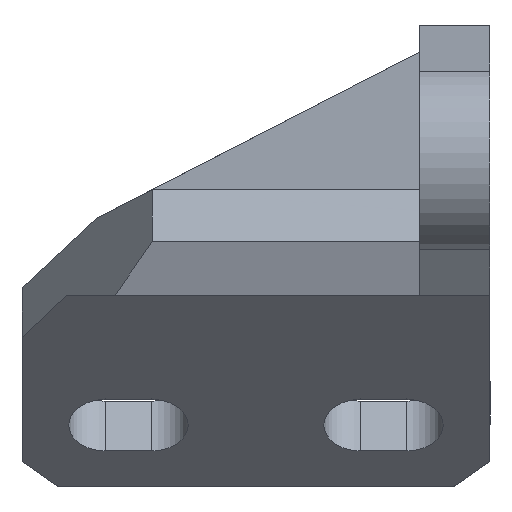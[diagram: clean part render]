
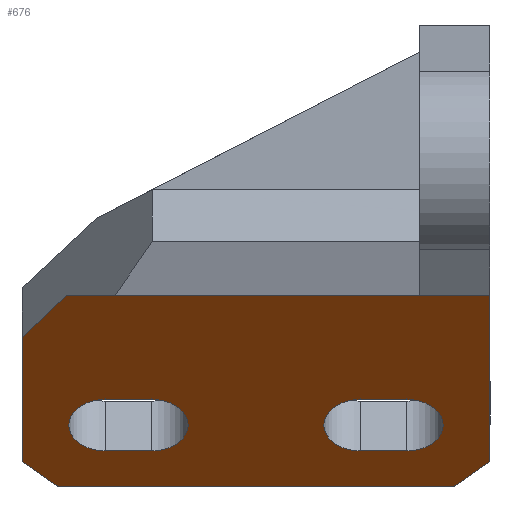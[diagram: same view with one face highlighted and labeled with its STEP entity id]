
A CAD part, left-side view. The second image highlights one B-rep face of the part: STEP entity #676.
In plain terms, the highlighted planar face has unit normal (-0.707, 0, -0.707).
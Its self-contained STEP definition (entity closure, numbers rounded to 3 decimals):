
#17=FACE_BOUND('',#93,.T.);
#18=FACE_BOUND('',#94,.T.);
#26=PLANE('',#736);
#55=FACE_OUTER_BOUND('',#92,.T.);
#92=EDGE_LOOP('',(#502,#503,#504,#505,#506,#507,#508));
#93=EDGE_LOOP('',(#509,#510,#511,#512));
#94=EDGE_LOOP('',(#513,#514,#515,#516));
#147=LINE('',#1027,#224);
#148=LINE('',#1029,#225);
#149=LINE('',#1031,#226);
#150=LINE('',#1033,#227);
#151=LINE('',#1035,#228);
#152=LINE('',#1037,#229);
#153=LINE('',#1038,#230);
#154=LINE('',#1043,#231);
#155=LINE('',#1046,#232);
#156=LINE('',#1051,#233);
#157=LINE('',#1054,#234);
#224=VECTOR('',#829,1000.);
#225=VECTOR('',#830,1000.);
#226=VECTOR('',#831,1000.);
#227=VECTOR('',#832,1000.);
#228=VECTOR('',#833,1000.);
#229=VECTOR('',#834,1000.);
#230=VECTOR('',#835,1000.);
#231=VECTOR('',#838,1000.);
#232=VECTOR('',#841,1000.);
#233=VECTOR('',#844,1000.);
#234=VECTOR('',#847,1000.);
#294=CIRCLE('',#737,1.55);
#295=CIRCLE('',#738,1.55);
#296=CIRCLE('',#739,1.55);
#297=CIRCLE('',#740,1.55);
#327=VERTEX_POINT('',#1025);
#328=VERTEX_POINT('',#1026);
#329=VERTEX_POINT('',#1028);
#330=VERTEX_POINT('',#1030);
#331=VERTEX_POINT('',#1032);
#332=VERTEX_POINT('',#1034);
#333=VERTEX_POINT('',#1036);
#334=VERTEX_POINT('',#1039);
#335=VERTEX_POINT('',#1040);
#336=VERTEX_POINT('',#1042);
#337=VERTEX_POINT('',#1044);
#338=VERTEX_POINT('',#1047);
#339=VERTEX_POINT('',#1048);
#340=VERTEX_POINT('',#1050);
#341=VERTEX_POINT('',#1052);
#396=EDGE_CURVE('',#327,#328,#147,.T.);
#397=EDGE_CURVE('',#327,#329,#148,.T.);
#398=EDGE_CURVE('',#330,#329,#149,.T.);
#399=EDGE_CURVE('',#331,#330,#150,.T.);
#400=EDGE_CURVE('',#332,#331,#151,.T.);
#401=EDGE_CURVE('',#332,#333,#152,.T.);
#402=EDGE_CURVE('',#333,#328,#153,.T.);
#403=EDGE_CURVE('',#334,#335,#294,.T.);
#404=EDGE_CURVE('',#335,#336,#154,.T.);
#405=EDGE_CURVE('',#336,#337,#295,.T.);
#406=EDGE_CURVE('',#337,#334,#155,.T.);
#407=EDGE_CURVE('',#338,#339,#296,.T.);
#408=EDGE_CURVE('',#339,#340,#156,.T.);
#409=EDGE_CURVE('',#340,#341,#297,.T.);
#410=EDGE_CURVE('',#341,#338,#157,.T.);
#502=ORIENTED_EDGE('',*,*,#396,.F.);
#503=ORIENTED_EDGE('',*,*,#397,.T.);
#504=ORIENTED_EDGE('',*,*,#398,.F.);
#505=ORIENTED_EDGE('',*,*,#399,.F.);
#506=ORIENTED_EDGE('',*,*,#400,.F.);
#507=ORIENTED_EDGE('',*,*,#401,.T.);
#508=ORIENTED_EDGE('',*,*,#402,.T.);
#509=ORIENTED_EDGE('',*,*,#403,.T.);
#510=ORIENTED_EDGE('',*,*,#404,.T.);
#511=ORIENTED_EDGE('',*,*,#405,.T.);
#512=ORIENTED_EDGE('',*,*,#406,.T.);
#513=ORIENTED_EDGE('',*,*,#407,.T.);
#514=ORIENTED_EDGE('',*,*,#408,.T.);
#515=ORIENTED_EDGE('',*,*,#409,.T.);
#516=ORIENTED_EDGE('',*,*,#410,.T.);
#676=ADVANCED_FACE('',(#55,#17,#18),#26,.T.);
#736=AXIS2_PLACEMENT_3D('',#1024,#827,#828);
#737=AXIS2_PLACEMENT_3D('',#1041,#836,#837);
#738=AXIS2_PLACEMENT_3D('',#1045,#839,#840);
#739=AXIS2_PLACEMENT_3D('',#1049,#842,#843);
#740=AXIS2_PLACEMENT_3D('',#1053,#845,#846);
#827=DIRECTION('center_axis',(-0.707,0.,-0.707));
#828=DIRECTION('ref_axis',(-0.707,0.,0.707));
#829=DIRECTION('',(0.,1.,0.));
#830=DIRECTION('',(-0.5,-0.707,0.5));
#831=DIRECTION('',(0.707,0.,-0.707));
#832=DIRECTION('',(0.,-1.,0.));
#833=DIRECTION('',(-0.564,-0.603,0.564));
#834=DIRECTION('',(0.707,0.,-0.707));
#835=DIRECTION('',(0.5,-0.707,-0.5));
#836=DIRECTION('center_axis',(0.707,0.,0.707));
#837=DIRECTION('ref_axis',(-0.707,0.,0.707));
#838=DIRECTION('',(0.,1.,0.));
#839=DIRECTION('center_axis',(0.707,0.,0.707));
#840=DIRECTION('ref_axis',(-0.707,0.,0.707));
#841=DIRECTION('',(0.,-1.,0.));
#842=DIRECTION('center_axis',(0.707,0.,0.707));
#843=DIRECTION('ref_axis',(-0.707,0.,0.707));
#844=DIRECTION('',(0.,-1.,0.));
#845=DIRECTION('center_axis',(0.707,0.,0.707));
#846=DIRECTION('ref_axis',(-0.707,0.,0.707));
#847=DIRECTION('',(0.,1.,0.));
#1024=CARTESIAN_POINT('Origin',(12.62,20.,-13.081));
#1025=CARTESIAN_POINT('',(13.468,1.5,-13.93));
#1026=CARTESIAN_POINT('',(13.468,18.5,-13.93));
#1027=CARTESIAN_POINT('',(13.468,0.,-13.93));
#1028=CARTESIAN_POINT('',(12.408,0.,-12.869));
#1029=CARTESIAN_POINT('',(19.585,10.15,-20.046));
#1030=CARTESIAN_POINT('',(5.303,0.,-5.765));
#1031=CARTESIAN_POINT('',(12.62,0.,-13.081));
#1032=CARTESIAN_POINT('',(5.303,18.083,-5.765));
#1033=CARTESIAN_POINT('',(5.303,20.,-5.765));
#1034=CARTESIAN_POINT('',(7.098,20.,-7.559));
#1035=CARTESIAN_POINT('',(10.613,23.756,-11.075));
#1036=CARTESIAN_POINT('',(12.408,20.,-12.869));
#1037=CARTESIAN_POINT('',(12.62,20.,-13.081));
#1038=CARTESIAN_POINT('',(12.514,19.85,-12.975));
#1039=CARTESIAN_POINT('',(9.756,14.45,-10.218));
#1040=CARTESIAN_POINT('',(11.948,14.45,-12.41));
#1041=CARTESIAN_POINT('Origin',(10.852,14.45,-11.314));
#1042=CARTESIAN_POINT('',(11.948,16.45,-12.41));
#1043=CARTESIAN_POINT('',(11.948,14.45,-12.41));
#1044=CARTESIAN_POINT('',(9.756,16.45,-10.218));
#1045=CARTESIAN_POINT('Origin',(10.852,16.45,-11.314));
#1046=CARTESIAN_POINT('',(9.756,14.45,-10.218));
#1047=CARTESIAN_POINT('',(11.948,5.55,-12.41));
#1048=CARTESIAN_POINT('',(9.756,5.55,-10.218));
#1049=CARTESIAN_POINT('Origin',(10.852,5.55,-11.314));
#1050=CARTESIAN_POINT('',(9.756,3.55,-10.218));
#1051=CARTESIAN_POINT('',(9.756,5.55,-10.218));
#1052=CARTESIAN_POINT('',(11.948,3.55,-12.41));
#1053=CARTESIAN_POINT('Origin',(10.852,3.55,-11.314));
#1054=CARTESIAN_POINT('',(11.948,5.55,-12.41));
